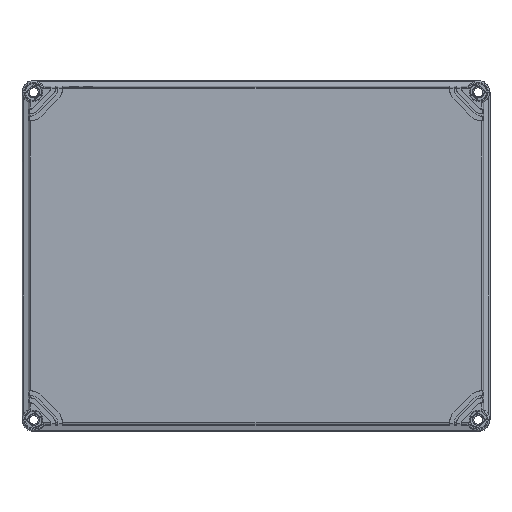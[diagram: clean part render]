
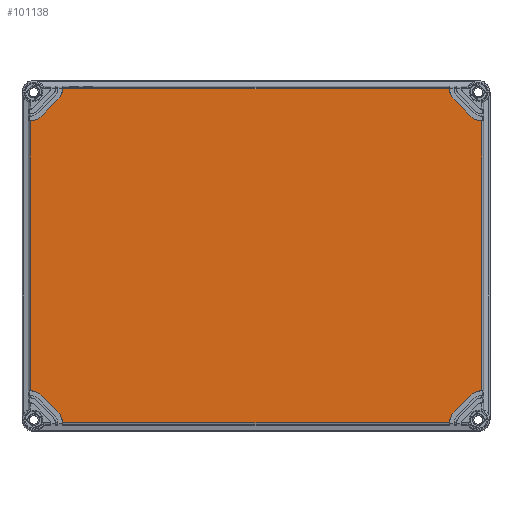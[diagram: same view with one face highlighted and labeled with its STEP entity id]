
A CAD part, top view. The second image highlights one B-rep face of the part: STEP entity #101138.
In plain terms, the highlighted planar face has unit normal (0, 0, 1).
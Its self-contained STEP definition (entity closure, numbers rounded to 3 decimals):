
#87497=CARTESIAN_POINT('',(-179.346,-143.3,30.));
#87498=DIRECTION('',(0.,0.,1.));
#87499=DIRECTION('',(0.999,0.032,0.));
#87500=AXIS2_PLACEMENT_3D('',#87497,#87498,#87499);
#87505=DIRECTION('',(-0.707,0.707,0.));
#87506=VECTOR('',#87505,19.734);
#87507=CARTESIAN_POINT('',(-169.447,-133.401,30.));
#87508=LINE('',#87507,#87506);
#87512=CARTESIAN_POINT('',(-193.3,-129.346,30.));
#87513=DIRECTION('',(0.,0.,1.));
#87514=DIRECTION('',(0.707,0.707,0.));
#87515=AXIS2_PLACEMENT_3D('',#87512,#87513,#87514);
#87520=CARTESIAN_POINT('',(-193.3,129.346,30.));
#87521=DIRECTION('',(0.,0.,1.));
#87522=DIRECTION('',(0.032,-0.999,0.));
#87523=AXIS2_PLACEMENT_3D('',#87520,#87521,#87522);
#87528=DIRECTION('',(0.707,0.707,0.));
#87529=VECTOR('',#87528,19.734);
#87530=CARTESIAN_POINT('',(-183.401,119.447,30.));
#87531=LINE('',#87530,#87529);
#87535=CARTESIAN_POINT('',(-179.346,143.3,30.));
#87536=DIRECTION('',(0.,0.,1.));
#87537=DIRECTION('',(0.707,-0.707,0.));
#87538=AXIS2_PLACEMENT_3D('',#87535,#87536,#87537);
#87543=DIRECTION('',(1.,0.,0.));
#87544=VECTOR('',#87543,330.707);
#87545=CARTESIAN_POINT('',(-165.353,142.851,30.));
#87546=LINE('',#87545,#87544);
#87550=CARTESIAN_POINT('',(179.346,143.3,30.));
#87551=DIRECTION('',(0.,0.,1.));
#87552=DIRECTION('',(-0.999,-0.032,0.));
#87553=AXIS2_PLACEMENT_3D('',#87550,#87551,#87552);
#87558=DIRECTION('',(0.707,-0.707,0.));
#87559=VECTOR('',#87558,19.734);
#87560=CARTESIAN_POINT('',(169.447,133.401,30.));
#87561=LINE('',#87560,#87559);
#87565=CARTESIAN_POINT('',(193.3,129.346,30.));
#87566=DIRECTION('',(0.,0.,1.));
#87567=DIRECTION('',(-0.707,-0.707,0.));
#87568=AXIS2_PLACEMENT_3D('',#87565,#87566,#87567);
#87573=CARTESIAN_POINT('',(193.3,-129.346,30.));
#87574=DIRECTION('',(0.,0.,1.));
#87575=DIRECTION('',(-0.032,0.999,0.));
#87576=AXIS2_PLACEMENT_3D('',#87573,#87574,#87575);
#87581=DIRECTION('',(-0.707,-0.707,0.));
#87582=VECTOR('',#87581,19.734);
#87583=CARTESIAN_POINT('',(183.401,-119.447,30.));
#87584=LINE('',#87583,#87582);
#87588=CARTESIAN_POINT('',(179.346,-143.3,30.));
#87589=DIRECTION('',(0.,0.,1.));
#87590=DIRECTION('',(-0.707,0.707,0.));
#87591=AXIS2_PLACEMENT_3D('',#87588,#87589,#87590);
#92127=DIRECTION('',(0.,1.,0.));
#92128=VECTOR('',#92127,230.707);
#92129=CARTESIAN_POINT('',(192.851,-115.353,30.));
#92130=LINE('',#92129,#92128);
#92198=CARTESIAN_POINT('',(-165.353,142.851,30.));
#92236=CARTESIAN_POINT('',(165.353,142.851,30.));
#92262=DIRECTION('',(0.,-1.,0.));
#92263=VECTOR('',#92262,230.707);
#92264=CARTESIAN_POINT('',(-192.851,115.353,30.));
#92265=LINE('',#92264,#92263);
#92333=DIRECTION('',(1.,0.,0.));
#92334=VECTOR('',#92333,330.707);
#92335=CARTESIAN_POINT('',(-165.353,-142.851,30.));
#92336=LINE('',#92335,#92334);
#92340=CARTESIAN_POINT('',(165.353,-142.851,30.));
#92371=CARTESIAN_POINT('',(-165.353,-142.851,30.));
#95141=CARTESIAN_POINT('',(169.447,133.401,30.));
#95142=CARTESIAN_POINT('',(183.401,119.447,30.));
#95143=VERTEX_POINT('',#95141);
#95144=VERTEX_POINT('',#95142);
#95161=CARTESIAN_POINT('',(-183.401,119.447,30.));
#95162=CARTESIAN_POINT('',(-169.447,133.401,30.));
#95163=VERTEX_POINT('',#95161);
#95164=VERTEX_POINT('',#95162);
#95177=CARTESIAN_POINT('',(183.401,-119.447,30.));
#95178=CARTESIAN_POINT('',(169.447,-133.401,30.));
#95179=VERTEX_POINT('',#95177);
#95180=VERTEX_POINT('',#95178);
#95189=CARTESIAN_POINT('',(-169.447,-133.401,30.));
#95190=CARTESIAN_POINT('',(-183.401,-119.447,30.));
#95191=VERTEX_POINT('',#95189);
#95192=VERTEX_POINT('',#95190);
#95499=VERTEX_POINT('',#92236);
#95511=CARTESIAN_POINT('',(192.851,-115.353,30.));
#95512=CARTESIAN_POINT('',(192.851,115.353,30.));
#95513=VERTEX_POINT('',#95511);
#95514=VERTEX_POINT('',#95512);
#95522=VERTEX_POINT('',#92198);
#95567=CARTESIAN_POINT('',(-192.851,115.353,30.));
#95568=CARTESIAN_POINT('',(-192.851,-115.353,30.));
#95569=VERTEX_POINT('',#95567);
#95570=VERTEX_POINT('',#95568);
#95623=VERTEX_POINT('',#92371);
#95624=VERTEX_POINT('',#92340);
#101099=CARTESIAN_POINT('',(0.,0.,30.));
#101100=DIRECTION('',(0.,0.,1.));
#101101=DIRECTION('',(1.,0.,0.));
#101102=AXIS2_PLACEMENT_3D('',#101099,#101100,#101101);
#101103=PLANE('',#101102);
#101105=ORIENTED_EDGE('',*,*,#101104,.F.);
#101107=ORIENTED_EDGE('',*,*,#101106,.T.);
#101109=ORIENTED_EDGE('',*,*,#101108,.T.);
#101111=ORIENTED_EDGE('',*,*,#101110,.T.);
#101113=ORIENTED_EDGE('',*,*,#101112,.F.);
#101115=ORIENTED_EDGE('',*,*,#101114,.T.);
#101117=ORIENTED_EDGE('',*,*,#101116,.T.);
#101119=ORIENTED_EDGE('',*,*,#101118,.T.);
#101121=ORIENTED_EDGE('',*,*,#101120,.T.);
#101123=ORIENTED_EDGE('',*,*,#101122,.T.);
#101125=ORIENTED_EDGE('',*,*,#101124,.T.);
#101127=ORIENTED_EDGE('',*,*,#101126,.T.);
#101129=ORIENTED_EDGE('',*,*,#101128,.F.);
#101131=ORIENTED_EDGE('',*,*,#101130,.T.);
#101133=ORIENTED_EDGE('',*,*,#101132,.T.);
#101135=ORIENTED_EDGE('',*,*,#101134,.T.);
#101136=EDGE_LOOP('',(#101105,#101107,#101109,#101111,#101113,#101115,#101117,
#101119,#101121,#101123,#101125,#101127,#101129,#101131,#101133,#101135));
#101137=FACE_OUTER_BOUND('',#101136,.F.);
#101138=ADVANCED_FACE('',(#101137),#101103,.T.);
#87501=CIRCLE('',#87500,14.);
#87516=CIRCLE('',#87515,14.);
#87524=CIRCLE('',#87523,14.);
#87539=CIRCLE('',#87538,14.);
#87554=CIRCLE('',#87553,14.);
#87569=CIRCLE('',#87568,14.);
#87577=CIRCLE('',#87576,14.);
#87592=CIRCLE('',#87591,14.);
#101104=EDGE_CURVE('',#95623,#95624,#92336,.T.);
#101106=EDGE_CURVE('',#95623,#95191,#87501,.T.);
#101108=EDGE_CURVE('',#95191,#95192,#87508,.T.);
#101110=EDGE_CURVE('',#95192,#95570,#87516,.T.);
#101112=EDGE_CURVE('',#95569,#95570,#92265,.T.);
#101114=EDGE_CURVE('',#95569,#95163,#87524,.T.);
#101116=EDGE_CURVE('',#95163,#95164,#87531,.T.);
#101118=EDGE_CURVE('',#95164,#95522,#87539,.T.);
#101120=EDGE_CURVE('',#95522,#95499,#87546,.T.);
#101122=EDGE_CURVE('',#95499,#95143,#87554,.T.);
#101124=EDGE_CURVE('',#95143,#95144,#87561,.T.);
#101126=EDGE_CURVE('',#95144,#95514,#87569,.T.);
#101128=EDGE_CURVE('',#95513,#95514,#92130,.T.);
#101130=EDGE_CURVE('',#95513,#95179,#87577,.T.);
#101132=EDGE_CURVE('',#95179,#95180,#87584,.T.);
#101134=EDGE_CURVE('',#95180,#95624,#87592,.T.);
